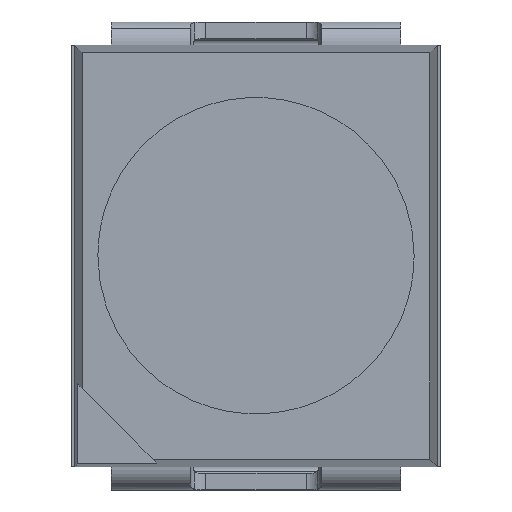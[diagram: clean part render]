
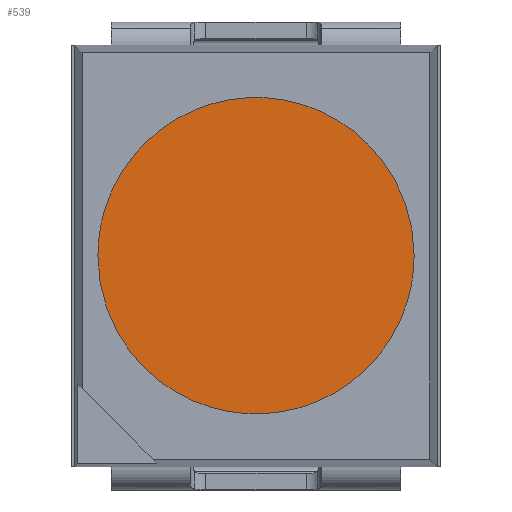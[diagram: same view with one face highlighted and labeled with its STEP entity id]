
A CAD part, top view. The second image highlights one B-rep face of the part: STEP entity #539.
In plain terms, the highlighted planar face has unit normal (0, 0, 1).
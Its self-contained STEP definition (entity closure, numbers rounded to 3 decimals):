
#470 = EDGE_CURVE ( 'NONE', #471, #472, #1905, .T. ) ;
#471 = VERTEX_POINT ( 'NONE', #1906 ) ;
#472 = VERTEX_POINT ( 'NONE', #1904 ) ;
#532 = EDGE_CURVE ( 'NONE', #472, #471, #1988, .T. ) ;
#539 = ADVANCED_FACE ( 'NONE', ( #1989 ), #2025, .T. ) ;
#540 = EDGE_LOOP ( 'NONE', ( #541, #542 ) ) ;
#541 = ORIENTED_EDGE ( 'NONE', *, *, #532, .T. ) ;
#542 = ORIENTED_EDGE ( 'NONE', *, *, #470, .T. ) ;
#1870 = CARTESIAN_POINT ( 'NONE',  ( -1.2, 0., 0.8 ) ) ;
#1871 = CARTESIAN_POINT ( 'NONE',  ( -1.2, 0.153, 0.8 ) ) ;
#1872 = CARTESIAN_POINT ( 'NONE',  ( -1.172, 0.301, 0.8 ) ) ;
#1873 = CARTESIAN_POINT ( 'NONE',  ( -1.109, 0.459, 0.8 ) ) ;
#1874 = CARTESIAN_POINT ( 'NONE',  ( -1.1, 0.48, 0.8 ) ) ;
#1875 = CARTESIAN_POINT ( 'NONE',  ( -1.083, 0.517, 0.8 ) ) ;
#1876 = CARTESIAN_POINT ( 'NONE',  ( -1.056, 0.572, 0.8 ) ) ;
#1877 = CARTESIAN_POINT ( 'NONE',  ( -0.984, 0.695, 0.8 ) ) ;
#1878 = CARTESIAN_POINT ( 'NONE',  ( -0.907, 0.79, 0.8 ) ) ;
#1879 = CARTESIAN_POINT ( 'NONE',  ( -0.731, 0.966, 0.8 ) ) ;
#1880 = CARTESIAN_POINT ( 'NONE',  ( -0.596, 1.055, 0.8 ) ) ;
#1881 = CARTESIAN_POINT ( 'NONE',  ( -0.422, 1.123, 0.8 ) ) ;
#1882 = CARTESIAN_POINT ( 'NONE',  ( -0.406, 1.129, 0.8 ) ) ;
#1883 = CARTESIAN_POINT ( 'NONE',  ( -0.37, 1.142, 0.8 ) ) ;
#1884 = CARTESIAN_POINT ( 'NONE',  ( -0.316, 1.159, 0.8 ) ) ;
#1885 = CARTESIAN_POINT ( 'NONE',  ( -0.189, 1.189, 0.8 ) ) ;
#1886 = CARTESIAN_POINT ( 'NONE',  ( -0.076, 1.2, 0.8 ) ) ;
#1887 = CARTESIAN_POINT ( 'NONE',  ( 0.153, 1.2, 0.8 ) ) ;
#1888 = CARTESIAN_POINT ( 'NONE',  ( 0.3, 1.172, 0.8 ) ) ;
#1889 = CARTESIAN_POINT ( 'NONE',  ( 0.459, 1.109, 0.8 ) ) ;
#1890 = CARTESIAN_POINT ( 'NONE',  ( 0.48, 1.1, 0.8 ) ) ;
#1891 = CARTESIAN_POINT ( 'NONE',  ( 0.517, 1.083, 0.8 ) ) ;
#1892 = CARTESIAN_POINT ( 'NONE',  ( 0.572, 1.056, 0.8 ) ) ;
#1893 = CARTESIAN_POINT ( 'NONE',  ( 0.695, 0.984, 0.8 ) ) ;
#1894 = CARTESIAN_POINT ( 'NONE',  ( 0.79, 0.907, 0.8 ) ) ;
#1895 = CARTESIAN_POINT ( 'NONE',  ( 0.966, 0.731, 0.8 ) ) ;
#1896 = CARTESIAN_POINT ( 'NONE',  ( 1.055, 0.596, 0.8 ) ) ;
#1897 = CARTESIAN_POINT ( 'NONE',  ( 1.123, 0.422, 0.8 ) ) ;
#1898 = CARTESIAN_POINT ( 'NONE',  ( 1.129, 0.406, 0.8 ) ) ;
#1899 = CARTESIAN_POINT ( 'NONE',  ( 1.142, 0.371, 0.8 ) ) ;
#1900 = CARTESIAN_POINT ( 'NONE',  ( 1.159, 0.317, 0.8 ) ) ;
#1901 = CARTESIAN_POINT ( 'NONE',  ( 1.189, 0.189, 0.8 ) ) ;
#1902 = CARTESIAN_POINT ( 'NONE',  ( 1.2, 0.077, 0.8 ) ) ;
#1903 = CARTESIAN_POINT ( 'NONE',  ( 1.2, 0., 0.8 ) ) ;
#1904 = CARTESIAN_POINT ( 'NONE',  ( -1.2, 0., 0.8 ) ) ;
#1905 = B_SPLINE_CURVE_WITH_KNOTS ( 'NONE', 3,
 ( #1903, #1902, #1901, #1900, #1899, #1898, #1897, #1896, #1895, #1894, #1893, #1892, #1891, #1890, #1889, #1888, #1887, #1886, #1885, #1884, #1883, #1882, #1881, #1880, #1879, #1878, #1877, #1876, #1875, #1874, #1873, #1872, #1871, #1870 ),
 .UNSPECIFIED., .F., .F.,
 ( 4, 1, 1, 2, 2, 2, 1, 1, 2, 2, 2, 1, 1, 2, 2, 2, 1, 1, 2, 2, 4 ),
 ( 0., 0.063, 0.094, 0.109, 0.125, 0.25, 0.312, 0.344, 0.359, 0.375, 0.5, 0.562, 0.594, 0.609, 0.625, 0.75, 0.812, 0.844, 0.859, 0.875, 1. ),
 .UNSPECIFIED. ) ;
#1906 = CARTESIAN_POINT ( 'NONE',  ( 1.2, 0., 0.8 ) ) ;
#1975 = CARTESIAN_POINT ( 'NONE',  ( -0.517, -1.083, 0.8 ) ) ;
#1976 = CARTESIAN_POINT ( 'NONE',  ( -0.572, -1.056, 0.8 ) ) ;
#1977 = CARTESIAN_POINT ( 'NONE',  ( -0.695, -0.984, 0.8 ) ) ;
#1978 = CARTESIAN_POINT ( 'NONE',  ( -0.79, -0.907, 0.8 ) ) ;
#1979 = CARTESIAN_POINT ( 'NONE',  ( -0.966, -0.731, 0.8 ) ) ;
#1980 = CARTESIAN_POINT ( 'NONE',  ( -1.055, -0.596, 0.8 ) ) ;
#1981 = CARTESIAN_POINT ( 'NONE',  ( -1.123, -0.422, 0.8 ) ) ;
#1982 = CARTESIAN_POINT ( 'NONE',  ( -1.129, -0.406, 0.8 ) ) ;
#1983 = CARTESIAN_POINT ( 'NONE',  ( -1.142, -0.371, 0.8 ) ) ;
#1984 = CARTESIAN_POINT ( 'NONE',  ( -1.159, -0.317, 0.8 ) ) ;
#1985 = CARTESIAN_POINT ( 'NONE',  ( -1.189, -0.189, 0.8 ) ) ;
#1986 = CARTESIAN_POINT ( 'NONE',  ( -1.2, -0.077, 0.8 ) ) ;
#1987 = CARTESIAN_POINT ( 'NONE',  ( -1.2, 0., 0.8 ) ) ;
#1988 = B_SPLINE_CURVE_WITH_KNOTS ( 'NONE', 3,
 ( #1987, #1986, #1985, #1984, #1983, #1982, #1981, #1980, #1979, #1978, #1977, #1976, #1975, #2046, #2045, #2044, #2043, #2042, #2041, #2040, #2039, #2038, #2037, #2036, #2035, #2034, #2033, #2032, #2031, #2030, #2029, #2028, #2027, #2026 ),
 .UNSPECIFIED., .F., .F.,
 ( 4, 1, 1, 2, 2, 2, 1, 1, 2, 2, 2, 1, 1, 2, 2, 2, 1, 1, 2, 2, 4 ),
 ( 0., 0.062, 0.094, 0.109, 0.125, 0.25, 0.312, 0.344, 0.359, 0.375, 0.5, 0.562, 0.594, 0.609, 0.625, 0.75, 0.812, 0.844, 0.859, 0.875, 1. ),
 .UNSPECIFIED. ) ;
#1989 = FACE_OUTER_BOUND ( 'NONE', #540, .T. ) ;
#2021 = DIRECTION ( 'NONE',  ( 0., -1., 0. ) ) ;
#2022 = DIRECTION ( 'NONE',  ( 0., 0., 1. ) ) ;
#2023 = CARTESIAN_POINT ( 'NONE',  ( -1.2, 1.224, 0.8 ) ) ;
#2024 = AXIS2_PLACEMENT_3D ( 'NONE', #2023, #2022, #2021 ) ;
#2025 = PLANE ( 'NONE',  #2024 ) ;
#2026 = CARTESIAN_POINT ( 'NONE',  ( 1.2, 0., 0.8 ) ) ;
#2027 = CARTESIAN_POINT ( 'NONE',  ( 1.2, -0.153, 0.8 ) ) ;
#2028 = CARTESIAN_POINT ( 'NONE',  ( 1.172, -0.301, 0.8 ) ) ;
#2029 = CARTESIAN_POINT ( 'NONE',  ( 1.109, -0.459, 0.8 ) ) ;
#2030 = CARTESIAN_POINT ( 'NONE',  ( 1.1, -0.48, 0.8 ) ) ;
#2031 = CARTESIAN_POINT ( 'NONE',  ( 1.083, -0.517, 0.8 ) ) ;
#2032 = CARTESIAN_POINT ( 'NONE',  ( 1.056, -0.572, 0.8 ) ) ;
#2033 = CARTESIAN_POINT ( 'NONE',  ( 0.984, -0.695, 0.8 ) ) ;
#2034 = CARTESIAN_POINT ( 'NONE',  ( 0.907, -0.79, 0.8 ) ) ;
#2035 = CARTESIAN_POINT ( 'NONE',  ( 0.731, -0.966, 0.8 ) ) ;
#2036 = CARTESIAN_POINT ( 'NONE',  ( 0.596, -1.055, 0.8 ) ) ;
#2037 = CARTESIAN_POINT ( 'NONE',  ( 0.422, -1.123, 0.8 ) ) ;
#2038 = CARTESIAN_POINT ( 'NONE',  ( 0.406, -1.129, 0.8 ) ) ;
#2039 = CARTESIAN_POINT ( 'NONE',  ( 0.37, -1.142, 0.8 ) ) ;
#2040 = CARTESIAN_POINT ( 'NONE',  ( 0.316, -1.159, 0.8 ) ) ;
#2041 = CARTESIAN_POINT ( 'NONE',  ( 0.189, -1.189, 0.8 ) ) ;
#2042 = CARTESIAN_POINT ( 'NONE',  ( 0.076, -1.2, 0.8 ) ) ;
#2043 = CARTESIAN_POINT ( 'NONE',  ( -0.153, -1.2, 0.8 ) ) ;
#2044 = CARTESIAN_POINT ( 'NONE',  ( -0.3, -1.172, 0.8 ) ) ;
#2045 = CARTESIAN_POINT ( 'NONE',  ( -0.459, -1.109, 0.8 ) ) ;
#2046 = CARTESIAN_POINT ( 'NONE',  ( -0.48, -1.1, 0.8 ) ) ;
